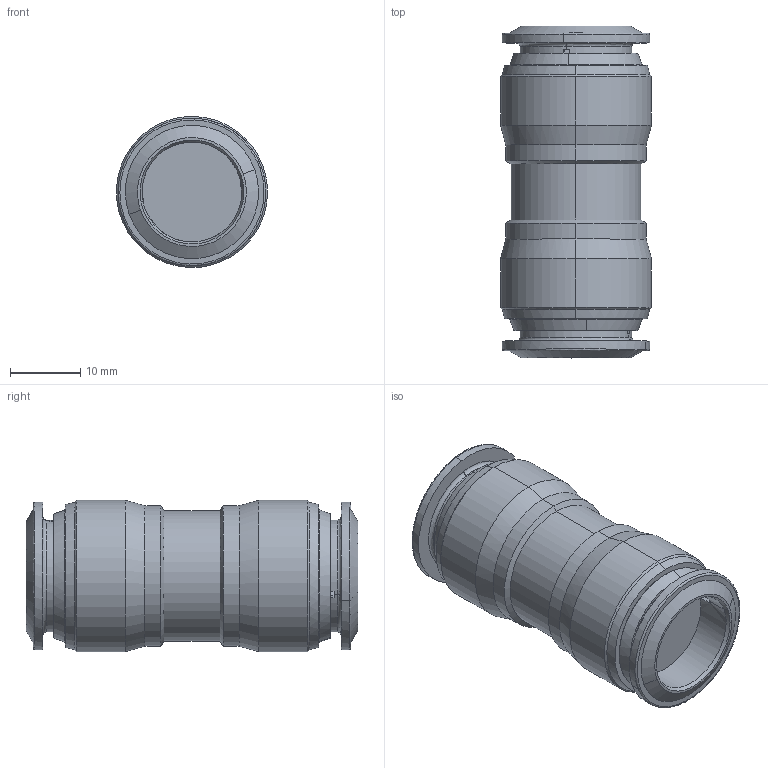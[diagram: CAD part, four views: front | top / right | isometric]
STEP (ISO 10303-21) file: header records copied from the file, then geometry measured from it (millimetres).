
FILE_DESCRIPTION (( 'STEP AP214' ), '1' );
FILE_NAME ('PUC14_ME.STEP', '2018-09-06T13:52:52', ( '' ), ( '' ), 'SwSTEP 2.0', 'SolidWorks 2018', '' );
FILE_SCHEMA (( 'AUTOMOTIVE_DESIGN' ));
Length unit declared in the file: millimetre
Products named in the file (1): PUC14_ME
Bounding box: 21.46 x 47.2 x 21.5 mm (x, y, z)
Volume: 12928.4 mm3; surface area: 4909.2 mm2
Topology: 1 solids, 1 shells, 98 faces, 222 edges, 132 vertices
Faces by surface type: bspline 98
Entity records: 4327 total; most frequent: CARTESIAN_POINT 2957, ORIENTED_EDGE 444, EDGE_CURVE 222, B_SPLINE_CURVE_WITH_KNOTS 141, VERTEX_POINT 132, EDGE_LOOP 112, ADVANCED_FACE 98, FACE_OUTER_BOUND 98
